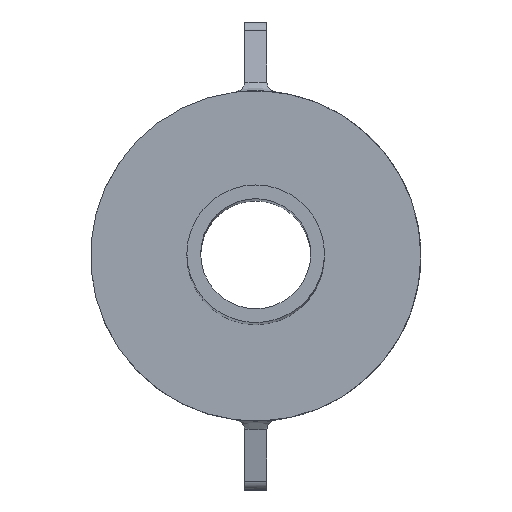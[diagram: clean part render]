
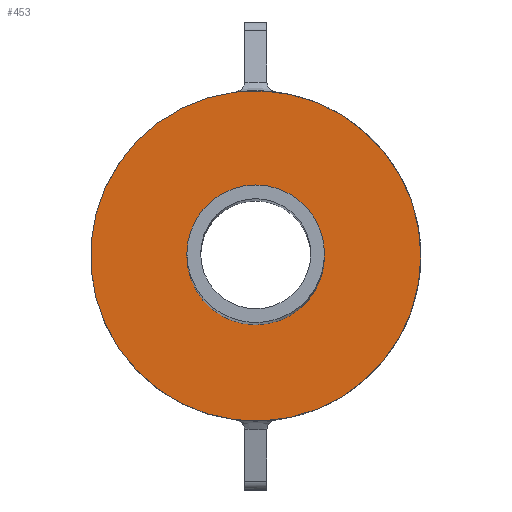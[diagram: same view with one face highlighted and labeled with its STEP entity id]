
A CAD part, top view. The second image highlights one B-rep face of the part: STEP entity #453.
In plain terms, the highlighted planar face has unit normal (0, 0, 1).
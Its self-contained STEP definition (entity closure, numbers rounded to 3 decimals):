
#96=PLANE('',#503);
#125=ORIENTED_EDGE('',*,*,#233,.T.);
#126=ORIENTED_EDGE('',*,*,#249,.T.);
#233=EDGE_CURVE('',#296,#296,#341,.F.);
#249=EDGE_CURVE('',#310,#310,#345,.T.);
#296=VERTEX_POINT('',#689);
#310=VERTEX_POINT('',#724);
#341=CIRCLE('',#490,25.);
#345=CIRCLE('',#504,60.);
#367=EDGE_LOOP('',(#125));
#368=EDGE_LOOP('',(#126));
#405=FACE_BOUND('',#367,.T.);
#406=FACE_BOUND('',#368,.T.);
#453=ADVANCED_FACE('',(#405,#406),#96,.T.);
#490=AXIS2_PLACEMENT_3D('',#688,#551,#552);
#503=AXIS2_PLACEMENT_3D('',#722,#584,#585);
#504=AXIS2_PLACEMENT_3D('',#723,#586,#587);
#551=DIRECTION('',(0.,0.,1.));
#552=DIRECTION('',(1.,0.,0.));
#584=DIRECTION('',(0.,0.,1.));
#585=DIRECTION('',(1.,0.,0.));
#586=DIRECTION('',(0.,0.,1.));
#587=DIRECTION('',(1.,0.,0.));
#688=CARTESIAN_POINT('',(0.,0.,25.));
#689=CARTESIAN_POINT('',(25.,0.,25.));
#722=CARTESIAN_POINT('',(0.,0.,25.));
#723=CARTESIAN_POINT('',(0.,0.,25.));
#724=CARTESIAN_POINT('',(60.,0.,25.));
